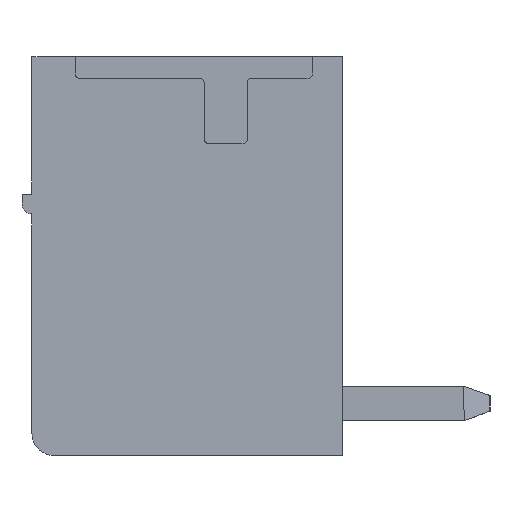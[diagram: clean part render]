
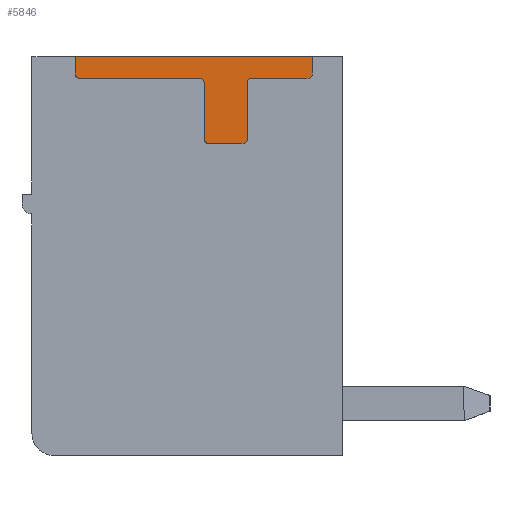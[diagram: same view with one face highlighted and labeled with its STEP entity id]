
A CAD part, left-side view. The second image highlights one B-rep face of the part: STEP entity #5846.
In plain terms, the highlighted planar face has unit normal (-1, 0, 0).
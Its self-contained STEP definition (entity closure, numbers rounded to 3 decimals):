
#113 = DIRECTION ( 'NONE',  ( -1., 0., 0. ) ) ;
#241 = DIRECTION ( 'NONE',  ( 0., -1., 0. ) ) ;
#276 = EDGE_CURVE ( 'NONE', #4485, #1941, #2329, .T. ) ;
#462 = VERTEX_POINT ( 'NONE', #13149 ) ;
#481 = DIRECTION ( 'NONE',  ( 0., 1., 0. ) ) ;
#603 = CARTESIAN_POINT ( 'NONE',  ( -2.45, -0.6, 2.6 ) ) ;
#786 = ORIENTED_EDGE ( 'NONE', *, *, #276, .T. ) ;
#793 = VERTEX_POINT ( 'NONE', #7424 ) ;
#1020 = LINE ( 'NONE', #2126, #2030 ) ;
#1130 = VECTOR ( 'NONE', #10306, 1000. ) ;
#1230 = ORIENTED_EDGE ( 'NONE', *, *, #1705, .T. ) ;
#1301 = CARTESIAN_POINT ( 'NONE',  ( -2.45, -1.4, 2.7 ) ) ;
#1445 = EDGE_CURVE ( 'NONE', #2417, #2166, #5221, .T. ) ;
#1517 = LINE ( 'NONE', #2499, #3108 ) ;
#1676 = VERTEX_POINT ( 'NONE', #6520 ) ;
#1705 = EDGE_CURVE ( 'NONE', #7576, #13619, #8002, .T. ) ;
#1742 = CARTESIAN_POINT ( 'NONE',  ( -2.45, -0.6, 2.6 ) ) ;
#1941 = VERTEX_POINT ( 'NONE', #1742 ) ;
#2030 = VECTOR ( 'NONE', #11795, 1000. ) ;
#2126 = CARTESIAN_POINT ( 'NONE',  ( -2.45, -1.5, 2.7 ) ) ;
#2166 = VERTEX_POINT ( 'NONE', #3752 ) ;
#2273 = AXIS2_PLACEMENT_3D ( 'NONE', #9200, #6833, #8033 ) ;
#2324 = AXIS2_PLACEMENT_3D ( 'NONE', #4959, #9189, #11752 ) ;
#2329 = CIRCLE ( 'NONE', #2324, 0.1 ) ;
#2404 = VERTEX_POINT ( 'NONE', #9491 ) ;
#2417 = VERTEX_POINT ( 'NONE', #8318 ) ;
#2467 = VECTOR ( 'NONE', #5733, 1000. ) ;
#2499 = CARTESIAN_POINT ( 'NONE',  ( -2.45, -3., 4.6 ) ) ;
#2581 = VECTOR ( 'NONE', #10365, 1000. ) ;
#2620 = ORIENTED_EDGE ( 'NONE', *, *, #12674, .T. ) ;
#2699 = LINE ( 'NONE', #603, #2467 ) ;
#2814 = CARTESIAN_POINT ( 'NONE',  ( -2.45, 2.47, 4.6 ) ) ;
#2870 = EDGE_CURVE ( 'NONE', #2404, #462, #6276, .T. ) ;
#2962 = DIRECTION ( 'NONE',  ( -1., 0., 0. ) ) ;
#3026 = CARTESIAN_POINT ( 'NONE',  ( -2.45, 2.37, 4.2 ) ) ;
#3108 = VECTOR ( 'NONE', #481, 1000. ) ;
#3175 = CIRCLE ( 'NONE', #11603, 0.1 ) ;
#3556 = CARTESIAN_POINT ( 'NONE',  ( -2.45, 2.37, 4.1 ) ) ;
#3597 = EDGE_CURVE ( 'NONE', #793, #2404, #12366, .T. ) ;
#3663 = CARTESIAN_POINT ( 'NONE',  ( -2.45, -0.5, 2.7 ) ) ;
#3752 = CARTESIAN_POINT ( 'NONE',  ( -2.45, 2.47, 4.2 ) ) ;
#3783 = CIRCLE ( 'NONE', #2273, 0.1 ) ;
#3792 = ORIENTED_EDGE ( 'NONE', *, *, #5744, .T. ) ;
#3990 = ORIENTED_EDGE ( 'NONE', *, *, #13648, .T. ) ;
#4000 = ORIENTED_EDGE ( 'NONE', *, *, #3597, .T. ) ;
#4139 = FACE_OUTER_BOUND ( 'NONE', #10981, .T. ) ;
#4205 = PLANE ( 'NONE',  #10880 ) ;
#4312 = ORIENTED_EDGE ( 'NONE', *, *, #7194, .T. ) ;
#4474 = CARTESIAN_POINT ( 'NONE',  ( -2.45, 2.37, 4.1 ) ) ;
#4485 = VERTEX_POINT ( 'NONE', #3663 ) ;
#4666 = DIRECTION ( 'NONE',  ( 0., -1., 0. ) ) ;
#4725 = DIRECTION ( 'NONE',  ( 1., 0., 0. ) ) ;
#4791 = DIRECTION ( 'NONE',  ( 0., 0., -1. ) ) ;
#4899 = CARTESIAN_POINT ( 'NONE',  ( -2.45, -0.4, 4.1 ) ) ;
#4959 = CARTESIAN_POINT ( 'NONE',  ( -2.45, -0.6, 2.7 ) ) ;
#5214 = DIRECTION ( 'NONE',  ( -1., 0., 0. ) ) ;
#5221 = LINE ( 'NONE', #2814, #2581 ) ;
#5463 = VERTEX_POINT ( 'NONE', #9172 ) ;
#5733 = DIRECTION ( 'NONE',  ( 0., -1., 0. ) ) ;
#5742 = ORIENTED_EDGE ( 'NONE', *, *, #9505, .T. ) ;
#5744 = EDGE_CURVE ( 'NONE', #1676, #2417, #1517, .T. ) ;
#5846 = ADVANCED_FACE ( 'NONE', ( #4139 ), #4205, .T. ) ;
#6207 = EDGE_CURVE ( 'NONE', #5463, #1676, #9328, .T. ) ;
#6276 = LINE ( 'NONE', #8438, #8904 ) ;
#6347 = AXIS2_PLACEMENT_3D ( 'NONE', #12139, #10950, #13313 ) ;
#6520 = CARTESIAN_POINT ( 'NONE',  ( -2.45, -3., 4.6 ) ) ;
#6833 = DIRECTION ( 'NONE',  ( -1., 0., 0. ) ) ;
#6848 = ORIENTED_EDGE ( 'NONE', *, *, #7023, .T. ) ;
#7023 = EDGE_CURVE ( 'NONE', #13619, #11593, #8024, .T. ) ;
#7194 = EDGE_CURVE ( 'NONE', #9347, #793, #1020, .T. ) ;
#7424 = CARTESIAN_POINT ( 'NONE',  ( -2.45, -1.5, 4. ) ) ;
#7488 = ORIENTED_EDGE ( 'NONE', *, *, #11485, .T. ) ;
#7576 = VERTEX_POINT ( 'NONE', #4474 ) ;
#8002 = LINE ( 'NONE', #3556, #8348 ) ;
#8024 = CIRCLE ( 'NONE', #9561, 0.1 ) ;
#8033 = DIRECTION ( 'NONE',  ( 0., 0., 1. ) ) ;
#8211 = ORIENTED_EDGE ( 'NONE', *, *, #1445, .T. ) ;
#8318 = CARTESIAN_POINT ( 'NONE',  ( -2.45, 2.47, 4.6 ) ) ;
#8348 = VECTOR ( 'NONE', #4666, 1000. ) ;
#8436 = DIRECTION ( 'NONE',  ( 0., 0., 1. ) ) ;
#8438 = CARTESIAN_POINT ( 'NONE',  ( -2.45, -1.6, 4.1 ) ) ;
#8528 = ORIENTED_EDGE ( 'NONE', *, *, #2870, .T. ) ;
#8904 = VECTOR ( 'NONE', #241, 1000. ) ;
#9153 = VERTEX_POINT ( 'NONE', #11628 ) ;
#9172 = CARTESIAN_POINT ( 'NONE',  ( -2.45, -3., 4.2 ) ) ;
#9189 = DIRECTION ( 'NONE',  ( -1., 0., 0. ) ) ;
#9200 = CARTESIAN_POINT ( 'NONE',  ( -2.45, 2.37, 4.2 ) ) ;
#9328 = LINE ( 'NONE', #12397, #1130 ) ;
#9336 = AXIS2_PLACEMENT_3D ( 'NONE', #1301, #113, #12771 ) ;
#9347 = VERTEX_POINT ( 'NONE', #9602 ) ;
#9381 = CARTESIAN_POINT ( 'NONE',  ( -2.45, -0.5, 4. ) ) ;
#9491 = CARTESIAN_POINT ( 'NONE',  ( -2.45, -1.6, 4.1 ) ) ;
#9505 = EDGE_CURVE ( 'NONE', #11593, #4485, #13631, .T. ) ;
#9561 = AXIS2_PLACEMENT_3D ( 'NONE', #11117, #4725, #4791 ) ;
#9602 = CARTESIAN_POINT ( 'NONE',  ( -2.45, -1.5, 2.7 ) ) ;
#10306 = DIRECTION ( 'NONE',  ( 0., 0., 1. ) ) ;
#10365 = DIRECTION ( 'NONE',  ( 0., 0., -1. ) ) ;
#10562 = DIRECTION ( 'NONE',  ( 0., 0., -1. ) ) ;
#10880 = AXIS2_PLACEMENT_3D ( 'NONE', #3026, #2962, #8436 ) ;
#10950 = DIRECTION ( 'NONE',  ( 1., 0., 0. ) ) ;
#10981 = EDGE_LOOP ( 'NONE', ( #3792, #8211, #3990, #1230, #6848, #5742, #786, #7488, #13521, #4312, #4000, #8528, #2620, #11025 ) ) ;
#11025 = ORIENTED_EDGE ( 'NONE', *, *, #6207, .T. ) ;
#11117 = CARTESIAN_POINT ( 'NONE',  ( -2.45, -0.4, 4. ) ) ;
#11294 = EDGE_CURVE ( 'NONE', #9153, #9347, #11339, .T. ) ;
#11339 = CIRCLE ( 'NONE', #9336, 0.1 ) ;
#11485 = EDGE_CURVE ( 'NONE', #1941, #9153, #2699, .T. ) ;
#11549 = CARTESIAN_POINT ( 'NONE',  ( -2.45, -2.9, 4.2 ) ) ;
#11593 = VERTEX_POINT ( 'NONE', #11883 ) ;
#11603 = AXIS2_PLACEMENT_3D ( 'NONE', #11549, #5214, #13703 ) ;
#11628 = CARTESIAN_POINT ( 'NONE',  ( -2.45, -1.4, 2.6 ) ) ;
#11752 = DIRECTION ( 'NONE',  ( 0., 0., 1. ) ) ;
#11795 = DIRECTION ( 'NONE',  ( 0., 0., 1. ) ) ;
#11883 = CARTESIAN_POINT ( 'NONE',  ( -2.45, -0.5, 4. ) ) ;
#12139 = CARTESIAN_POINT ( 'NONE',  ( -2.45, -1.6, 4. ) ) ;
#12366 = CIRCLE ( 'NONE', #6347, 0.1 ) ;
#12397 = CARTESIAN_POINT ( 'NONE',  ( -2.45, -3., 4.2 ) ) ;
#12674 = EDGE_CURVE ( 'NONE', #462, #5463, #3175, .T. ) ;
#12771 = DIRECTION ( 'NONE',  ( 0., 0., 1. ) ) ;
#13020 = VECTOR ( 'NONE', #10562, 1000. ) ;
#13149 = CARTESIAN_POINT ( 'NONE',  ( -2.45, -2.9, 4.1 ) ) ;
#13313 = DIRECTION ( 'NONE',  ( 0., 0., -1. ) ) ;
#13521 = ORIENTED_EDGE ( 'NONE', *, *, #11294, .T. ) ;
#13619 = VERTEX_POINT ( 'NONE', #4899 ) ;
#13631 = LINE ( 'NONE', #9381, #13020 ) ;
#13648 = EDGE_CURVE ( 'NONE', #2166, #7576, #3783, .T. ) ;
#13703 = DIRECTION ( 'NONE',  ( 0., 0., 1. ) ) ;
